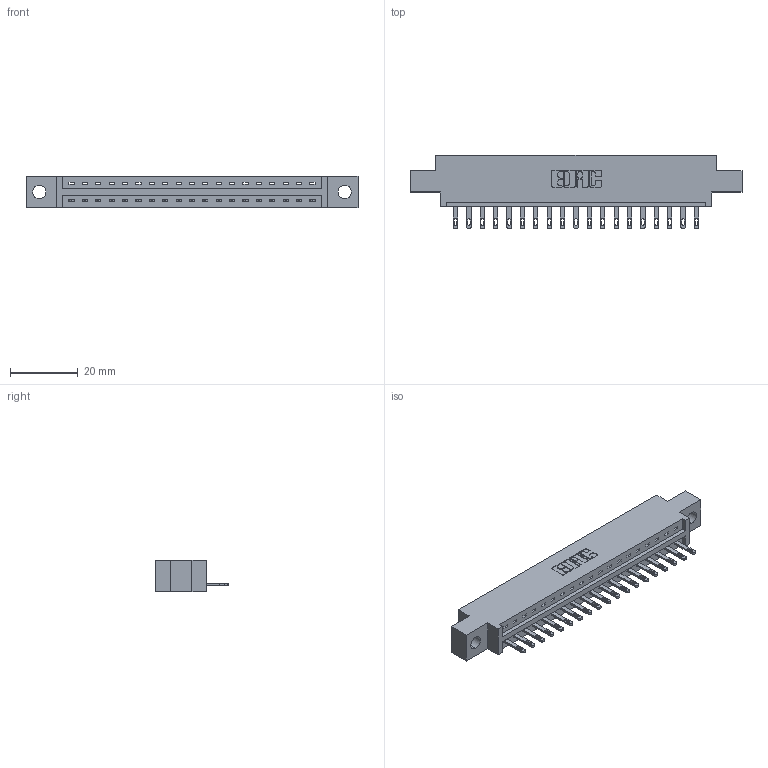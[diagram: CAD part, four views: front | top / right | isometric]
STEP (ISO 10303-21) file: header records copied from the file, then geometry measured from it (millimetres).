
FILE_DESCRIPTION (( 'STEP AP203' ), '1' );
FILE_NAME ('337-019-500-604.STEP', '2018-08-05T06:44:45', ( '' ), ( '' ), 'SwSTEP 2.0', 'SolidWorks 2016', '' );
FILE_SCHEMA (( 'CONFIG_CONTROL_DESIGN' ));
Length unit declared in the file: inch
Products named in the file (3): 337 Part_0.170 Offset - 0.156 Dia-TH; 345-292-001_345-293-100; 337-019-500-604
Assembly tree (20 placements, depth 2):
  337-019-500-604
    337 Part_0.170 Offset - 0.156 Dia-TH
    345-292-001_345-293-100  x19
Bounding box: 98.3 x 21.85 x 9.4 mm (x, y, z)
Volume: 9735 mm3; surface area: 9868.1 mm2
Topology: 20 solids, 20 shells, 1220 faces, 3743 edges, 2494 vertices
Faces by surface type: plane 834, cylinder 386
Entity records: 17163 total; most frequent: CARTESIAN_POINT 2995, ORIENTED_EDGE 2950, DIRECTION 2569, EDGE_CURVE 1475, VECTOR 1343, LINE 1343, VERTEX_POINT 982, AXIS2_PLACEMENT_3D 613
